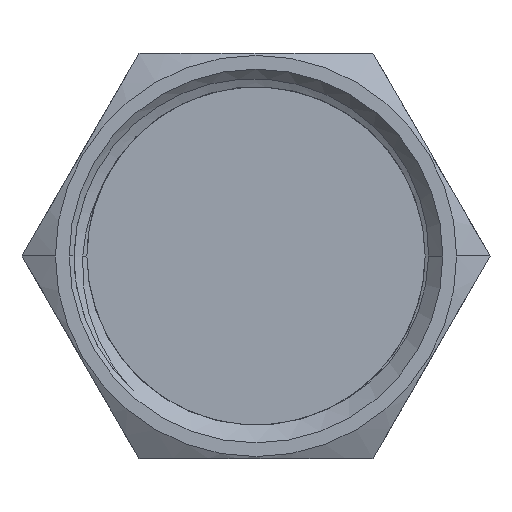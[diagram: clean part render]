
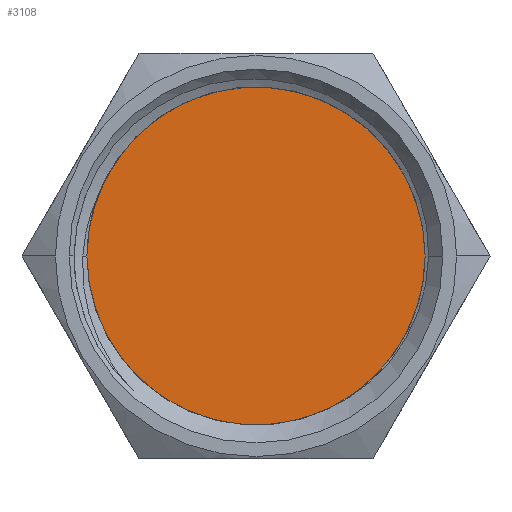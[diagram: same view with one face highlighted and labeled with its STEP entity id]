
A CAD part, left-side view. The second image highlights one B-rep face of the part: STEP entity #3108.
In plain terms, the highlighted face is planar.
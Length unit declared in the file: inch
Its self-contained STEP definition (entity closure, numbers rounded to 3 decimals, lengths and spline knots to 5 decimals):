
#92 = DIRECTION ( 'NONE',  ( 0., 0., 1. ) ) ;
#100 = EDGE_CURVE ( 'NONE', #1875, #527, #205, .T. ) ;
#126 = DIRECTION ( 'NONE',  ( 0., 0., 1. ) ) ;
#181 = DIRECTION ( 'NONE',  ( 0., 1., 0. ) ) ;
#196 = CARTESIAN_POINT ( 'NONE',  ( 0., 0.094, 0. ) ) ;
#205 = CIRCLE ( 'NONE', #4145, 0.41775 ) ;
#479 = ORIENTED_EDGE ( 'NONE', *, *, #1157, .T. ) ;
#527 = VERTEX_POINT ( 'NONE', #2739 ) ;
#774 = CARTESIAN_POINT ( 'NONE',  ( 0., 0.094, 0. ) ) ;
#820 = EDGE_LOOP ( 'NONE', ( #479, #1697 ) ) ;
#1076 = DIRECTION ( 'NONE',  ( 0., 1., 0. ) ) ;
#1157 = EDGE_CURVE ( 'NONE', #527, #1875, #1958, .T. ) ;
#1177 = DIRECTION ( 'NONE',  ( 0., 0., 1. ) ) ;
#1466 = PLANE ( 'NONE',  #1624 ) ;
#1573 = AXIS2_PLACEMENT_3D ( 'NONE', #196, #181, #1177 ) ;
#1624 = AXIS2_PLACEMENT_3D ( 'NONE', #774, #2782, #126 ) ;
#1697 = ORIENTED_EDGE ( 'NONE', *, *, #100, .T. ) ;
#1875 = VERTEX_POINT ( 'NONE', #2105 ) ;
#1958 = CIRCLE ( 'NONE', #1573, 0.41775 ) ;
#2105 = CARTESIAN_POINT ( 'NONE',  ( 0., 0.094, 0.41775 ) ) ;
#2570 = FACE_OUTER_BOUND ( 'NONE', #820, .T. ) ;
#2739 = CARTESIAN_POINT ( 'NONE',  ( 0., 0.094, -0.41775 ) ) ;
#2782 = DIRECTION ( 'NONE',  ( 0., 1., 0. ) ) ;
#3087 = CARTESIAN_POINT ( 'NONE',  ( 0., 0.094, 0. ) ) ;
#3108 = ADVANCED_FACE ( 'NONE', ( #2570 ), #1466, .T. ) ;
#4145 = AXIS2_PLACEMENT_3D ( 'NONE', #3087, #1076, #92 ) ;
